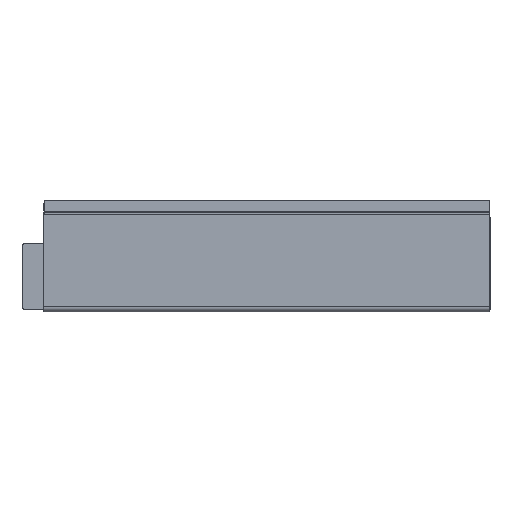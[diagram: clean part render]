
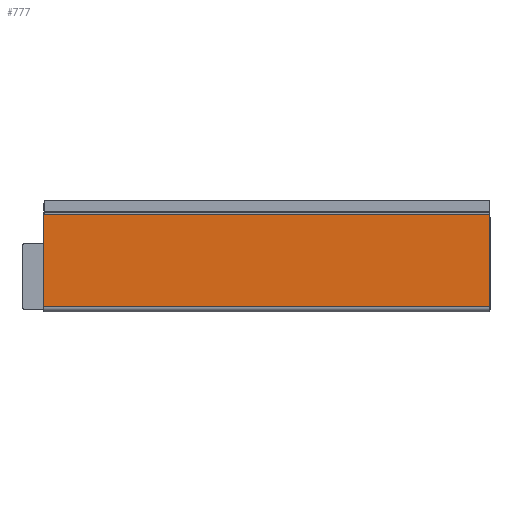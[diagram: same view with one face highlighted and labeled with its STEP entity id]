
A CAD part, top view. The second image highlights one B-rep face of the part: STEP entity #777.
In plain terms, the highlighted planar face has unit normal (0, 0, 1).
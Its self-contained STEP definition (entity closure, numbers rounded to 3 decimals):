
#26 = ORIENTED_EDGE ( 'NONE', *, *, #1754, .T. ) ;
#81 = DIRECTION ( 'NONE',  ( 0., -1., 0. ) ) ;
#86 = EDGE_CURVE ( 'NONE', #1857, #572, #910, .T. ) ;
#96 = VECTOR ( 'NONE', #1579, 1000. ) ;
#122 = LINE ( 'NONE', #2112, #1898 ) ;
#304 = LINE ( 'NONE', #927, #1315 ) ;
#309 = CARTESIAN_POINT ( 'NONE',  ( 59.6, 13.4, 0. ) ) ;
#328 = ORIENTED_EDGE ( 'NONE', *, *, #1385, .T. ) ;
#390 = EDGE_LOOP ( 'NONE', ( #534, #328, #696, #26 ) ) ;
#534 = ORIENTED_EDGE ( 'NONE', *, *, #86, .T. ) ;
#572 = VERTEX_POINT ( 'NONE', #914 ) ;
#671 = EDGE_CURVE ( 'NONE', #1376, #1944, #304, .T. ) ;
#696 = ORIENTED_EDGE ( 'NONE', *, *, #671, .T. ) ;
#713 = CARTESIAN_POINT ( 'NONE',  ( -2., 0.7, 0. ) ) ;
#777 = ADVANCED_FACE ( 'NONE', ( #2011 ), #1764, .F. ) ;
#894 = CARTESIAN_POINT ( 'NONE',  ( -2., 13.4, 0. ) ) ;
#910 = LINE ( 'NONE', #1086, #96 ) ;
#914 = CARTESIAN_POINT ( 'NONE',  ( 59.6, 0.7, 0. ) ) ;
#927 = CARTESIAN_POINT ( 'NONE',  ( -2., 13.4, 0. ) ) ;
#946 = CARTESIAN_POINT ( 'NONE',  ( 0., 0., 0. ) ) ;
#953 = AXIS2_PLACEMENT_3D ( 'NONE', #946, #1109, #1270 ) ;
#1086 = CARTESIAN_POINT ( 'NONE',  ( -2., 0.7, 0. ) ) ;
#1109 = DIRECTION ( 'NONE',  ( 0., 0., -1. ) ) ;
#1270 = DIRECTION ( 'NONE',  ( -1., 0., 0. ) ) ;
#1315 = VECTOR ( 'NONE', #2113, 1000. ) ;
#1376 = VERTEX_POINT ( 'NONE', #309 ) ;
#1385 = EDGE_CURVE ( 'NONE', #572, #1376, #1588, .T. ) ;
#1462 = DIRECTION ( 'NONE',  ( 0., 1., 0. ) ) ;
#1476 = CARTESIAN_POINT ( 'NONE',  ( 59.6, 0., 0. ) ) ;
#1488 = VECTOR ( 'NONE', #1462, 1000. ) ;
#1579 = DIRECTION ( 'NONE',  ( 1., 0., 0. ) ) ;
#1588 = LINE ( 'NONE', #1476, #1488 ) ;
#1754 = EDGE_CURVE ( 'NONE', #1944, #1857, #122, .T. ) ;
#1764 = PLANE ( 'NONE',  #953 ) ;
#1857 = VERTEX_POINT ( 'NONE', #713 ) ;
#1898 = VECTOR ( 'NONE', #81, 1000. ) ;
#1944 = VERTEX_POINT ( 'NONE', #894 ) ;
#2011 = FACE_OUTER_BOUND ( 'NONE', #390, .T. ) ;
#2112 = CARTESIAN_POINT ( 'NONE',  ( -2., 0., 0. ) ) ;
#2113 = DIRECTION ( 'NONE',  ( -1., 0., 0. ) ) ;
